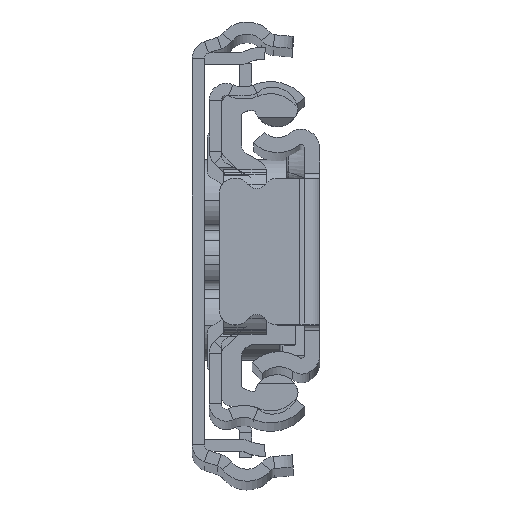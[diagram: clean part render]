
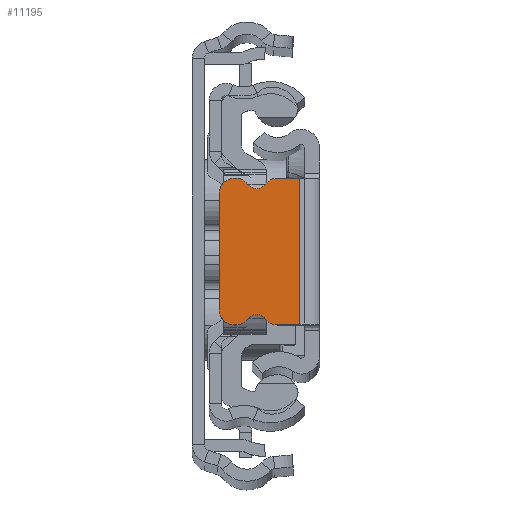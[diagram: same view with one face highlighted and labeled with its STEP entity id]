
A CAD part, top view. The second image highlights one B-rep face of the part: STEP entity #11195.
In plain terms, the highlighted planar face has unit normal (0, 0, 1).
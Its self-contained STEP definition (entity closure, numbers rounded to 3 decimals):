
#165 = VERTEX_POINT ( 'NONE', #25247 ) ;
#252 = AXIS2_PLACEMENT_3D ( 'NONE', #8049, #4221, #12227 ) ;
#674 = EDGE_CURVE ( 'NONE', #16236, #20034, #19312, .T. ) ;
#697 = DIRECTION ( 'NONE',  ( -1., 0., 0. ) ) ;
#790 = DIRECTION ( 'NONE',  ( 0., 0., -1. ) ) ;
#878 = AXIS2_PLACEMENT_3D ( 'NONE', #25308, #22675, #22808 ) ;
#1621 = CARTESIAN_POINT ( 'NONE',  ( 0., -7.3, 0. ) ) ;
#1801 = VERTEX_POINT ( 'NONE', #25778 ) ;
#2060 = CARTESIAN_POINT ( 'NONE',  ( -8.362, -5.8, 0. ) ) ;
#2299 = VECTOR ( 'NONE', #8737, 1000. ) ;
#2475 = CIRCLE ( 'NONE', #7958, 1.5 ) ;
#3590 = LINE ( 'NONE', #1621, #12252 ) ;
#3718 = CARTESIAN_POINT ( 'NONE',  ( 0., 7.3, 0. ) ) ;
#3807 = ORIENTED_EDGE ( 'NONE', *, *, #6274, .T. ) ;
#3827 = CARTESIAN_POINT ( 'NONE',  ( -6.29, -7.37, 0. ) ) ;
#4117 = CARTESIAN_POINT ( 'NONE',  ( -8.5, 5.8, 0. ) ) ;
#4221 = DIRECTION ( 'NONE',  ( 0., 0., 1. ) ) ;
#4713 = ORIENTED_EDGE ( 'NONE', *, *, #22086, .T. ) ;
#5143 = ORIENTED_EDGE ( 'NONE', *, *, #674, .T. ) ;
#5181 = VERTEX_POINT ( 'NONE', #24490 ) ;
#5213 = EDGE_CURVE ( 'NONE', #5181, #7071, #20264, .T. ) ;
#5259 = EDGE_CURVE ( 'NONE', #16236, #19427, #20288, .T. ) ;
#5269 = ORIENTED_EDGE ( 'NONE', *, *, #23697, .T. ) ;
#5533 = ORIENTED_EDGE ( 'NONE', *, *, #6183, .F. ) ;
#5777 = CARTESIAN_POINT ( 'NONE',  ( -2., 7.3, 0. ) ) ;
#6136 = CARTESIAN_POINT ( 'NONE',  ( -10., 0., 0. ) ) ;
#6183 = EDGE_CURVE ( 'NONE', #20480, #15356, #17395, .T. ) ;
#6214 = DIRECTION ( 'NONE',  ( 1., 0., 0. ) ) ;
#6261 = DIRECTION ( 'NONE',  ( 1., 0., 0. ) ) ;
#6274 = EDGE_CURVE ( 'NONE', #20034, #11089, #7812, .T. ) ;
#6362 = CIRCLE ( 'NONE', #24379, 1.5 ) ;
#6714 = LINE ( 'NONE', #22843, #9300 ) ;
#6782 = CARTESIAN_POINT ( 'NONE',  ( 0., -7.3, 0. ) ) ;
#6820 = FACE_OUTER_BOUND ( 'NONE', #10799, .T. ) ;
#6864 = AXIS2_PLACEMENT_3D ( 'NONE', #3827, #23285, #21273 ) ;
#7071 = VERTEX_POINT ( 'NONE', #24101 ) ;
#7195 = CIRCLE ( 'NONE', #16392, 1.5 ) ;
#7231 = ORIENTED_EDGE ( 'NONE', *, *, #17787, .F. ) ;
#7440 = DIRECTION ( 'NONE',  ( 0., -1., 0. ) ) ;
#7755 = ORIENTED_EDGE ( 'NONE', *, *, #9559, .T. ) ;
#7812 = LINE ( 'NONE', #3718, #12472 ) ;
#7958 = AXIS2_PLACEMENT_3D ( 'NONE', #23088, #18657, #17170 ) ;
#8033 = CARTESIAN_POINT ( 'NONE',  ( -2., -7.3, 0. ) ) ;
#8049 = CARTESIAN_POINT ( 'NONE',  ( -4.218, 5.8, 0. ) ) ;
#8209 = EDGE_CURVE ( 'NONE', #8788, #14036, #6362, .T. ) ;
#8360 = ORIENTED_EDGE ( 'NONE', *, *, #5259, .F. ) ;
#8737 = DIRECTION ( 'NONE',  ( 0., -1., 0. ) ) ;
#8788 = VERTEX_POINT ( 'NONE', #25514 ) ;
#8981 = EDGE_CURVE ( 'NONE', #13582, #8788, #3590, .T. ) ;
#9190 = ORIENTED_EDGE ( 'NONE', *, *, #10493, .T. ) ;
#9300 = VECTOR ( 'NONE', #697, 1000. ) ;
#9547 = ORIENTED_EDGE ( 'NONE', *, *, #5213, .T. ) ;
#9559 = EDGE_CURVE ( 'NONE', #1801, #15356, #17123, .T. ) ;
#9596 = CARTESIAN_POINT ( 'NONE',  ( -5.413, 6.706, 0. ) ) ;
#9754 = CIRCLE ( 'NONE', #16031, 1.5 ) ;
#10188 = CARTESIAN_POINT ( 'NONE',  ( -6.29, 7.37, 0. ) ) ;
#10370 = CARTESIAN_POINT ( 'NONE',  ( -8.5, -7.3, 0. ) ) ;
#10493 = EDGE_CURVE ( 'NONE', #7071, #13582, #2475, .T. ) ;
#10597 = ORIENTED_EDGE ( 'NONE', *, *, #8209, .T. ) ;
#10799 = EDGE_LOOP ( 'NONE', ( #3807, #4713, #9547, #9190, #18618, #10597, #7231, #18769, #7755, #5533, #15750, #5269, #8360, #5143 ) ) ;
#11089 = VERTEX_POINT ( 'NONE', #22685 ) ;
#11176 = VECTOR ( 'NONE', #7440, 1000. ) ;
#11195 = ADVANCED_FACE ( 'NONE', ( #6820 ), #18739, .F. ) ;
#11554 = CIRCLE ( 'NONE', #252, 1.5 ) ;
#12227 = DIRECTION ( 'NONE',  ( -1., 0., 0. ) ) ;
#12252 = VECTOR ( 'NONE', #6214, 1000. ) ;
#12472 = VECTOR ( 'NONE', #15790, 1000. ) ;
#12946 = CARTESIAN_POINT ( 'NONE',  ( -4.218, -5.8, 0. ) ) ;
#13582 = VERTEX_POINT ( 'NONE', #10370 ) ;
#13742 = VECTOR ( 'NONE', #23037, 1000. ) ;
#14036 = VERTEX_POINT ( 'NONE', #23168 ) ;
#14209 = DIRECTION ( 'NONE',  ( 0., 0., 1. ) ) ;
#15102 = VERTEX_POINT ( 'NONE', #15633 ) ;
#15356 = VERTEX_POINT ( 'NONE', #8033 ) ;
#15633 = CARTESIAN_POINT ( 'NONE',  ( -4.218, 7.3, 0. ) ) ;
#15750 = ORIENTED_EDGE ( 'NONE', *, *, #23760, .T. ) ;
#15790 = DIRECTION ( 'NONE',  ( -1., 0., 0. ) ) ;
#16031 = AXIS2_PLACEMENT_3D ( 'NONE', #12946, #22673, #20819 ) ;
#16227 = DIRECTION ( 'NONE',  ( 0., 0., 1. ) ) ;
#16236 = VERTEX_POINT ( 'NONE', #18666 ) ;
#16392 = AXIS2_PLACEMENT_3D ( 'NONE', #4117, #14209, #22209 ) ;
#16606 = DIRECTION ( 'NONE',  ( -1., 0., 0. ) ) ;
#16727 = CARTESIAN_POINT ( 'NONE',  ( -8.362, 7.3, 0. ) ) ;
#16946 = AXIS2_PLACEMENT_3D ( 'NONE', #10188, #16227, #6261 ) ;
#17123 = LINE ( 'NONE', #6782, #13742 ) ;
#17170 = DIRECTION ( 'NONE',  ( -1., 0., 0. ) ) ;
#17395 = LINE ( 'NONE', #25407, #11176 ) ;
#17787 = EDGE_CURVE ( 'NONE', #165, #14036, #20658, .T. ) ;
#18191 = DIRECTION ( 'NONE',  ( 0., 0., 1. ) ) ;
#18618 = ORIENTED_EDGE ( 'NONE', *, *, #8981, .T. ) ;
#18657 = DIRECTION ( 'NONE',  ( 0., 0., 1. ) ) ;
#18666 = CARTESIAN_POINT ( 'NONE',  ( -7.167, 6.706, 0. ) ) ;
#18739 = PLANE ( 'NONE',  #24326 ) ;
#18769 = ORIENTED_EDGE ( 'NONE', *, *, #20722, .T. ) ;
#19121 = DIRECTION ( 'NONE',  ( -1., 0., 0. ) ) ;
#19312 = CIRCLE ( 'NONE', #878, 1.5 ) ;
#19427 = VERTEX_POINT ( 'NONE', #9596 ) ;
#20034 = VERTEX_POINT ( 'NONE', #16727 ) ;
#20264 = LINE ( 'NONE', #6136, #2299 ) ;
#20288 = CIRCLE ( 'NONE', #16946, 1.1 ) ;
#20480 = VERTEX_POINT ( 'NONE', #5777 ) ;
#20658 = CIRCLE ( 'NONE', #6864, 1.1 ) ;
#20722 = EDGE_CURVE ( 'NONE', #165, #1801, #9754, .T. ) ;
#20819 = DIRECTION ( 'NONE',  ( -1., 0., 0. ) ) ;
#21273 = DIRECTION ( 'NONE',  ( -1., 0., 0. ) ) ;
#22086 = EDGE_CURVE ( 'NONE', #11089, #5181, #7195, .T. ) ;
#22209 = DIRECTION ( 'NONE',  ( -1., 0., 0. ) ) ;
#22673 = DIRECTION ( 'NONE',  ( 0., 0., 1. ) ) ;
#22675 = DIRECTION ( 'NONE',  ( 0., 0., 1. ) ) ;
#22685 = CARTESIAN_POINT ( 'NONE',  ( -8.5, 7.3, 0. ) ) ;
#22808 = DIRECTION ( 'NONE',  ( -1., 0., 0. ) ) ;
#22843 = CARTESIAN_POINT ( 'NONE',  ( 0., 7.3, 0. ) ) ;
#23037 = DIRECTION ( 'NONE',  ( 1., 0., 0. ) ) ;
#23088 = CARTESIAN_POINT ( 'NONE',  ( -8.5, -5.8, 0. ) ) ;
#23168 = CARTESIAN_POINT ( 'NONE',  ( -7.167, -6.706, 0. ) ) ;
#23285 = DIRECTION ( 'NONE',  ( 0., 0., 1. ) ) ;
#23697 = EDGE_CURVE ( 'NONE', #15102, #19427, #11554, .T. ) ;
#23760 = EDGE_CURVE ( 'NONE', #20480, #15102, #6714, .T. ) ;
#24101 = CARTESIAN_POINT ( 'NONE',  ( -10., -5.8, 0. ) ) ;
#24326 = AXIS2_PLACEMENT_3D ( 'NONE', #25171, #790, #19121 ) ;
#24379 = AXIS2_PLACEMENT_3D ( 'NONE', #2060, #18191, #16606 ) ;
#24490 = CARTESIAN_POINT ( 'NONE',  ( -10., 5.8, 0. ) ) ;
#25171 = CARTESIAN_POINT ( 'NONE',  ( 0., 0., 0. ) ) ;
#25247 = CARTESIAN_POINT ( 'NONE',  ( -5.413, -6.706, 0. ) ) ;
#25308 = CARTESIAN_POINT ( 'NONE',  ( -8.362, 5.8, 0. ) ) ;
#25407 = CARTESIAN_POINT ( 'NONE',  ( -2., -7.3, 0. ) ) ;
#25514 = CARTESIAN_POINT ( 'NONE',  ( -8.362, -7.3, 0. ) ) ;
#25778 = CARTESIAN_POINT ( 'NONE',  ( -4.218, -7.3, 0. ) ) ;
